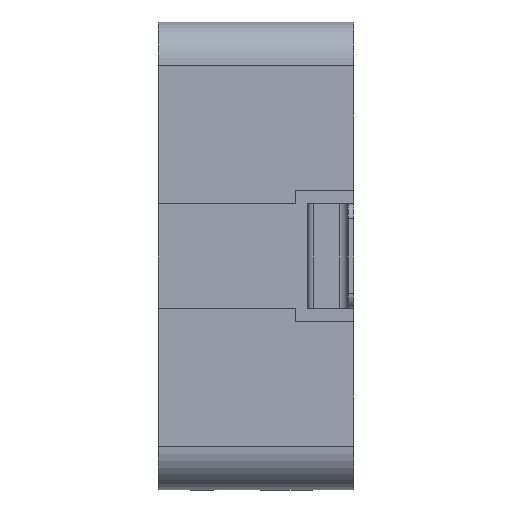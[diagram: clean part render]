
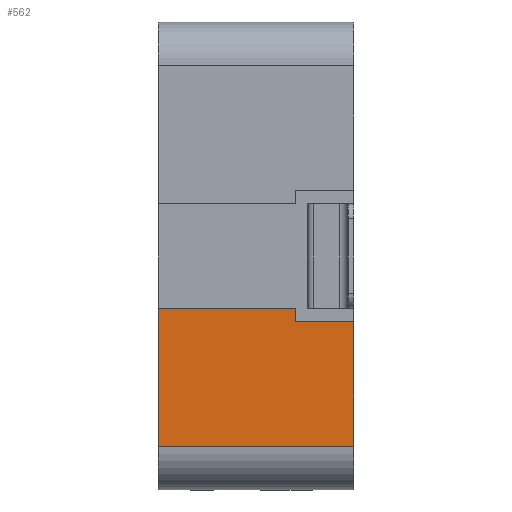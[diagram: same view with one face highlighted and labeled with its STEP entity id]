
A CAD part, left-side view. The second image highlights one B-rep face of the part: STEP entity #562.
In plain terms, the highlighted planar face has unit normal (-1, 0, 0).
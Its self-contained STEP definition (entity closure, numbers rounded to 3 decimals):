
#21 = DIRECTION ( 'NONE',  ( 1., 0., 0. ) ) ;
#95 = CARTESIAN_POINT ( 'NONE',  ( -14., 2., -1.78 ) ) ;
#195 = CARTESIAN_POINT ( 'NONE',  ( -14., 6.7, -1.78 ) ) ;
#213 = EDGE_CURVE ( 'NONE', #1198, #2112, #3608, .T. ) ;
#255 = EDGE_LOOP ( 'NONE', ( #3906, #1155, #2084, #1015, #4045, #1165 ) ) ;
#562 = ADVANCED_FACE ( 'NONE', ( #2117 ), #3830, .F. ) ;
#702 = AXIS2_PLACEMENT_3D ( 'NONE', #1536, #21, #2887 ) ;
#1013 = CARTESIAN_POINT ( 'NONE',  ( -14., 2.4, -2.25 ) ) ;
#1015 = ORIENTED_EDGE ( 'NONE', *, *, #3586, .F. ) ;
#1115 = VERTEX_POINT ( 'NONE', #95 ) ;
#1130 = VECTOR ( 'NONE', #3447, 1000. ) ;
#1138 = LINE ( 'NONE', #195, #3576 ) ;
#1155 = ORIENTED_EDGE ( 'NONE', *, *, #2446, .T. ) ;
#1165 = ORIENTED_EDGE ( 'NONE', *, *, #213, .T. ) ;
#1198 = VERTEX_POINT ( 'NONE', #4626 ) ;
#1231 = VECTOR ( 'NONE', #3535, 1000. ) ;
#1340 = CARTESIAN_POINT ( 'NONE',  ( -14., 2., -6.5 ) ) ;
#1358 = LINE ( 'NONE', #1340, #2079 ) ;
#1381 = CARTESIAN_POINT ( 'NONE',  ( -14., 6.7, -1.78 ) ) ;
#1414 = DIRECTION ( 'NONE',  ( 0., -1., 0. ) ) ;
#1536 = CARTESIAN_POINT ( 'NONE',  ( -14., 2.4, -6.5 ) ) ;
#1655 = LINE ( 'NONE', #1013, #1130 ) ;
#1726 = EDGE_CURVE ( 'NONE', #1198, #2412, #1138, .T. ) ;
#1928 = DIRECTION ( 'NONE',  ( 0., 0., 1. ) ) ;
#1996 = CARTESIAN_POINT ( 'NONE',  ( -14., 2.4, -1.78 ) ) ;
#2079 = VECTOR ( 'NONE', #1928, 1000. ) ;
#2084 = ORIENTED_EDGE ( 'NONE', *, *, #3143, .T. ) ;
#2112 = VERTEX_POINT ( 'NONE', #5867 ) ;
#2117 = FACE_OUTER_BOUND ( 'NONE', #255, .T. ) ;
#2126 = DIRECTION ( 'NONE',  ( 0., 0., 1. ) ) ;
#2412 = VERTEX_POINT ( 'NONE', #1381 ) ;
#2446 = EDGE_CURVE ( 'NONE', #5888, #5943, #1655, .T. ) ;
#2471 = CARTESIAN_POINT ( 'NONE',  ( -14., 0., -2.25 ) ) ;
#2491 = CARTESIAN_POINT ( 'NONE',  ( -14., 2., -2.25 ) ) ;
#2887 = DIRECTION ( 'NONE',  ( 0., 0., -1. ) ) ;
#3141 = VECTOR ( 'NONE', #5933, 1000. ) ;
#3143 = EDGE_CURVE ( 'NONE', #5943, #1115, #1358, .T. ) ;
#3447 = DIRECTION ( 'NONE',  ( 0., 1., 0. ) ) ;
#3535 = DIRECTION ( 'NONE',  ( 0., -1., 0. ) ) ;
#3576 = VECTOR ( 'NONE', #2126, 1000. ) ;
#3586 = EDGE_CURVE ( 'NONE', #2412, #1115, #5193, .T. ) ;
#3608 = LINE ( 'NONE', #5783, #4525 ) ;
#3830 = PLANE ( 'NONE',  #702 ) ;
#3906 = ORIENTED_EDGE ( 'NONE', *, *, #5946, .T. ) ;
#3968 = CARTESIAN_POINT ( 'NONE',  ( -14., 0., -6.5 ) ) ;
#4045 = ORIENTED_EDGE ( 'NONE', *, *, #1726, .F. ) ;
#4525 = VECTOR ( 'NONE', #1414, 1000. ) ;
#4626 = CARTESIAN_POINT ( 'NONE',  ( -14., 6.7, -6.5 ) ) ;
#5193 = LINE ( 'NONE', #1996, #1231 ) ;
#5435 = LINE ( 'NONE', #3968, #3141 ) ;
#5783 = CARTESIAN_POINT ( 'NONE',  ( -14., 2.4, -6.5 ) ) ;
#5867 = CARTESIAN_POINT ( 'NONE',  ( -14., 0., -6.5 ) ) ;
#5888 = VERTEX_POINT ( 'NONE', #2471 ) ;
#5933 = DIRECTION ( 'NONE',  ( 0., 0., 1. ) ) ;
#5943 = VERTEX_POINT ( 'NONE', #2491 ) ;
#5946 = EDGE_CURVE ( 'NONE', #2112, #5888, #5435, .T. ) ;
